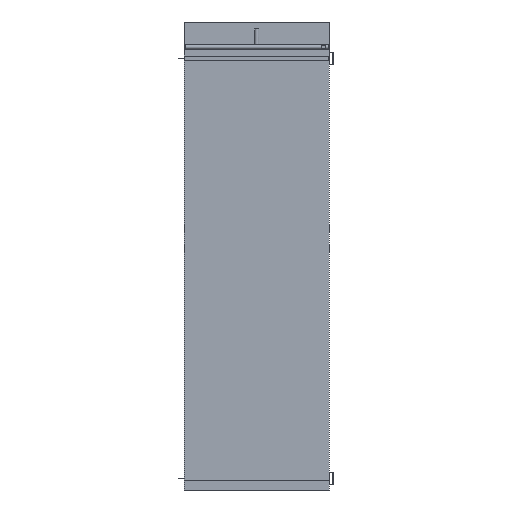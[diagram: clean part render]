
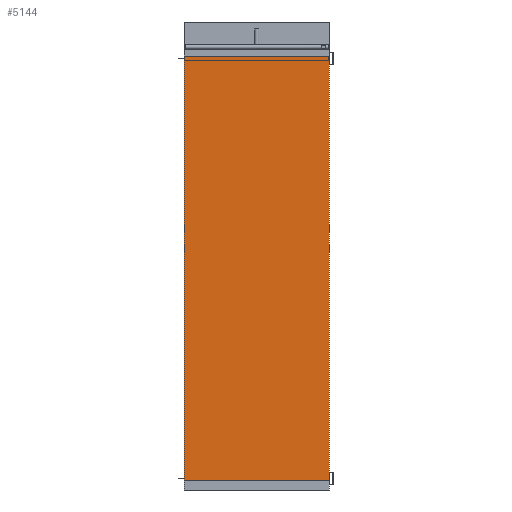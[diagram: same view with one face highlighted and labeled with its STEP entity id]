
A CAD part, front view. The second image highlights one B-rep face of the part: STEP entity #5144.
In plain terms, the highlighted planar face has unit normal (0, -1, 0).
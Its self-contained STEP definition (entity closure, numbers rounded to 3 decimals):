
#51 = VERTEX_POINT ( 'NONE', #1279 ) ;
#327 = VERTEX_POINT ( 'NONE', #435 ) ;
#435 = CARTESIAN_POINT ( 'NONE',  ( 725., 0., -4250. ) ) ;
#1279 = CARTESIAN_POINT ( 'NONE',  ( -725., 0., 0. ) ) ;
#1984 = EDGE_CURVE ( 'NONE', #4500, #51, #2393, .T. ) ;
#2393 = LINE ( 'NONE', #4089, #2482 ) ;
#2468 = FACE_OUTER_BOUND ( 'NONE', #5494, .T. ) ;
#2482 = VECTOR ( 'NONE', #4081, 1000. ) ;
#3634 = DIRECTION ( 'NONE',  ( 0., 0., -1. ) ) ;
#3639 = DIRECTION ( 'NONE',  ( 0., -1., 0. ) ) ;
#3645 = DIRECTION ( 'NONE',  ( 1., 0., 0. ) ) ;
#3646 = PLANE ( 'NONE',  #3757 ) ;
#3659 = CARTESIAN_POINT ( 'NONE',  ( -725., 0., -4250. ) ) ;
#3679 = CARTESIAN_POINT ( 'NONE',  ( -725., 0., -4250. ) ) ;
#3757 = AXIS2_PLACEMENT_3D ( 'NONE', #3659, #3639, #3634 ) ;
#3761 = CARTESIAN_POINT ( 'NONE',  ( -725., 0., 0. ) ) ;
#3774 = DIRECTION ( 'NONE',  ( 1., 0., 0. ) ) ;
#3855 = DIRECTION ( 'NONE',  ( 0., 0., 1. ) ) ;
#4010 = CARTESIAN_POINT ( 'NONE',  ( 725., 0., -4250. ) ) ;
#4081 = DIRECTION ( 'NONE',  ( 0., 0., 1. ) ) ;
#4089 = CARTESIAN_POINT ( 'NONE',  ( -725., 0., -4250. ) ) ;
#4500 = VERTEX_POINT ( 'NONE', #5907 ) ;
#4926 = VERTEX_POINT ( 'NONE', #5688 ) ;
#5144 = ADVANCED_FACE ( 'NONE', ( #2468 ), #3646, .T. ) ;
#5494 = EDGE_LOOP ( 'NONE', ( #6705, #6714, #6720, #6725 ) ) ;
#5688 = CARTESIAN_POINT ( 'NONE',  ( 725., 0., 0. ) ) ;
#5907 = CARTESIAN_POINT ( 'NONE',  ( -725., 0., -4250. ) ) ;
#6283 = VECTOR ( 'NONE', #3645, 1000. ) ;
#6298 = VECTOR ( 'NONE', #3774, 1000. ) ;
#6322 = LINE ( 'NONE', #3761, #6298 ) ;
#6354 = VECTOR ( 'NONE', #3855, 1000. ) ;
#6364 = LINE ( 'NONE', #3679, #6283 ) ;
#6382 = LINE ( 'NONE', #4010, #6354 ) ;
#6705 = ORIENTED_EDGE ( 'NONE', *, *, #7191, .F. ) ;
#6714 = ORIENTED_EDGE ( 'NONE', *, *, #1984, .F. ) ;
#6720 = ORIENTED_EDGE ( 'NONE', *, *, #7193, .T. ) ;
#6725 = ORIENTED_EDGE ( 'NONE', *, *, #7166, .T. ) ;
#7166 = EDGE_CURVE ( 'NONE', #327, #4926, #6382, .T. ) ;
#7191 = EDGE_CURVE ( 'NONE', #51, #4926, #6322, .T. ) ;
#7193 = EDGE_CURVE ( 'NONE', #4500, #327, #6364, .T. ) ;
